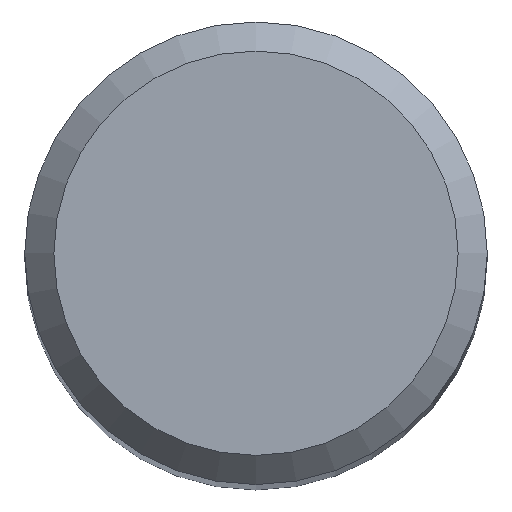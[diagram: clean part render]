
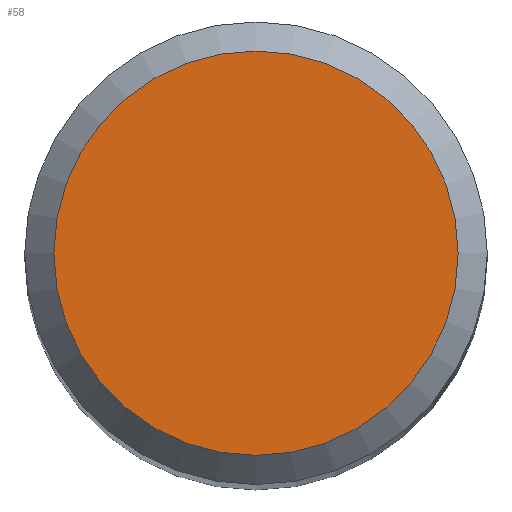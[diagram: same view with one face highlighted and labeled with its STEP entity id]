
A CAD part, top view. The second image highlights one B-rep face of the part: STEP entity #58.
In plain terms, the highlighted planar face has unit normal (0, 0, 1).
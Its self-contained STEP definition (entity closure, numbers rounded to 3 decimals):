
#48=PLANE('',#188);
#51=FACE_OUTER_BOUND('',#85,.T.);
#58=ADVANCED_FACE('',(#51),#48,.F.);
#85=EDGE_LOOP('',(#101));
#101=ORIENTED_EDGE('',*,*,#122,.T.);
#114=VERTEX_POINT('',#274);
#122=EDGE_CURVE('',#114,#114,#130,.T.);
#130=CIRCLE('',#187,2.775);
#187=AXIS2_PLACEMENT_3D('',#273,#221,#222);
#188=AXIS2_PLACEMENT_3D('',#275,#223,#224);
#221=DIRECTION('',(0.,0.,1.));
#222=DIRECTION('',(-1.,0.,0.));
#223=DIRECTION('',(0.,0.,-1.));
#224=DIRECTION('',(-1.,0.,0.));
#273=CARTESIAN_POINT('',(0.,0.,0.));
#274=CARTESIAN_POINT('',(-2.775,0.,0.));
#275=CARTESIAN_POINT('',(0.,3.175,0.));
